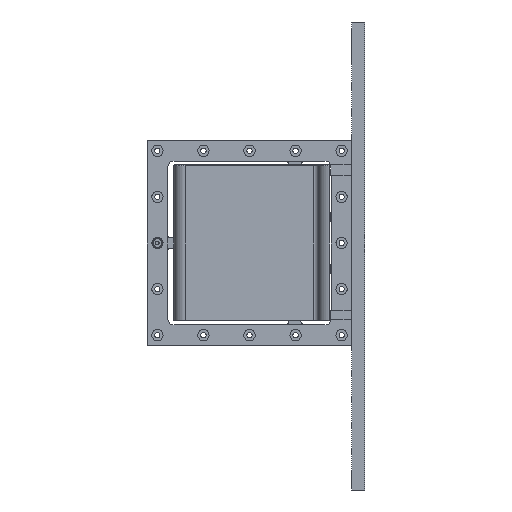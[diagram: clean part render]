
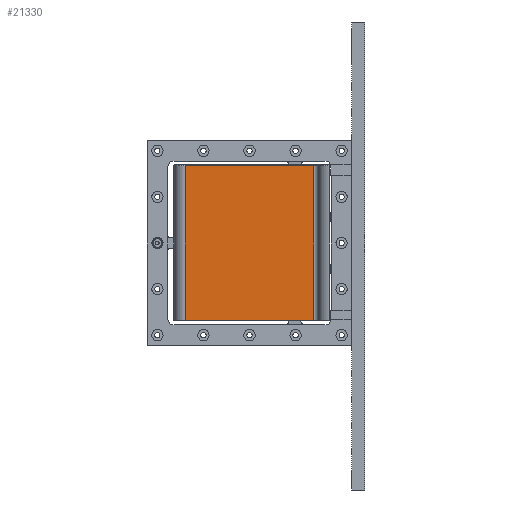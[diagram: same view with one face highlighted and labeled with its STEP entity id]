
A CAD part, left-side view. The second image highlights one B-rep face of the part: STEP entity #21330.
In plain terms, the highlighted face is planar.
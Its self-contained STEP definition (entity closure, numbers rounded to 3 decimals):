
#1775=PLANE('',#23926);
#3612=FACE_OUTER_BOUND('',#5727,.T.);
#5727=EDGE_LOOP('',(#20047,#20048,#20049,#20050));
#6905=LINE('',#49774,#8136);
#6924=LINE('',#49824,#8155);
#6925=LINE('',#49827,#8156);
#6926=LINE('',#49828,#8157);
#8136=VECTOR('',#29875,1000.);
#8155=VECTOR('',#29916,1000.);
#8156=VECTOR('',#29921,1000.);
#8157=VECTOR('',#29922,1000.);
#11436=VERTEX_POINT('',#49772);
#11437=VERTEX_POINT('',#49773);
#11456=VERTEX_POINT('',#49821);
#11457=VERTEX_POINT('',#49823);
#14308=EDGE_CURVE('',#11436,#11437,#6905,.T.);
#14332=EDGE_CURVE('',#11457,#11456,#6924,.T.);
#14334=EDGE_CURVE('',#11456,#11437,#6925,.T.);
#14335=EDGE_CURVE('',#11436,#11457,#6926,.T.);
#20047=ORIENTED_EDGE('',*,*,#14332,.T.);
#20048=ORIENTED_EDGE('',*,*,#14334,.T.);
#20049=ORIENTED_EDGE('',*,*,#14308,.F.);
#20050=ORIENTED_EDGE('',*,*,#14335,.T.);
#21330=ADVANCED_FACE('',(#3612),#1775,.F.);
#23926=AXIS2_PLACEMENT_3D('',#49826,#29919,#29920);
#29875=DIRECTION('',(-1.,0.,0.));
#29916=DIRECTION('',(-1.,0.,0.));
#29919=DIRECTION('center_axis',(0.,0.,1.));
#29920=DIRECTION('ref_axis',(0.,-1.,0.));
#29921=DIRECTION('',(0.,1.,0.));
#29922=DIRECTION('',(0.,-1.,0.));
#49772=CARTESIAN_POINT('',(75.692,141.288,-11.113));
#49773=CARTESIAN_POINT('',(-75.692,141.288,-11.113));
#49774=CARTESIAN_POINT('',(76.2,141.288,-11.113));
#49821=CARTESIAN_POINT('',(-75.692,15.939,-11.113));
#49823=CARTESIAN_POINT('',(75.692,15.939,-11.113));
#49824=CARTESIAN_POINT('',(76.2,15.939,-11.113));
#49826=CARTESIAN_POINT('Origin',(76.2,141.288,-11.113));
#49827=CARTESIAN_POINT('',(-75.692,141.288,-11.113));
#49828=CARTESIAN_POINT('',(75.692,15.939,-11.113));
